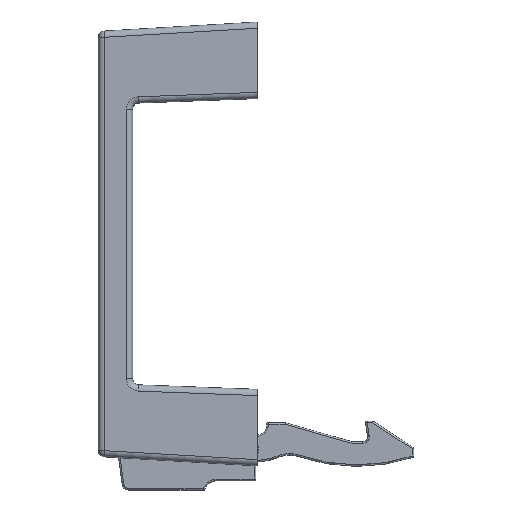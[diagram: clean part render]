
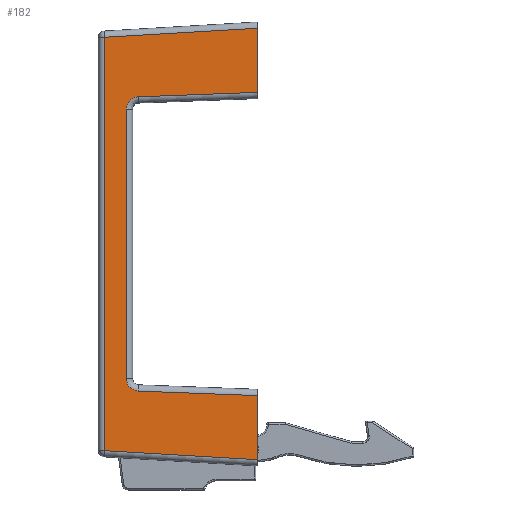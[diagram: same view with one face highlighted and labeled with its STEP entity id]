
A CAD part, left-side view. The second image highlights one B-rep face of the part: STEP entity #182.
In plain terms, the highlighted planar face has unit normal (-1, 0.01, 0).
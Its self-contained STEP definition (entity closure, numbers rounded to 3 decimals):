
#40 = DIRECTION ( 'NONE',  ( -0.01, -0.998, -0.059 ) ) ;
#67 = CARTESIAN_POINT ( 'NONE',  ( -9.588, -8.98, 1.926 ) ) ;
#93 = CARTESIAN_POINT ( 'NONE',  ( -9.626, -12.83, 92.071 ) ) ;
#169 = ORIENTED_EDGE ( 'NONE', *, *, #4565, .F. ) ;
#182 = ADVANCED_FACE ( 'NONE', ( #4494 ), #458, .F. ) ;
#380 = DIRECTION ( 'NONE',  ( 0., 0., -1. ) ) ;
#437 = EDGE_CURVE ( 'NONE', #1676, #6848, #1697, .T. ) ;
#458 = PLANE ( 'NONE',  #2149 ) ;
#471 = LINE ( 'NONE', #1246, #1338 ) ;
#739 = CARTESIAN_POINT ( 'NONE',  ( -10., -51., 116. ) ) ;
#811 = ORIENTED_EDGE ( 'NONE', *, *, #437, .T. ) ;
#833 = DIRECTION ( 'NONE',  ( 0.01, 1., 0. ) ) ;
#839 = CARTESIAN_POINT ( 'NONE',  ( -10., -51., 93.502 ) ) ;
#840 = VECTOR ( 'NONE', #380, 1000. ) ;
#917 = VECTOR ( 'NONE', #5271, 1000. ) ;
#931 = EDGE_CURVE ( 'NONE', #6255, #4446, #471, .T. ) ;
#953 = EDGE_LOOP ( 'NONE', ( #169, #811, #6733, #1282, #1365, #2878, #5437, #7443, #6952, #4779 ) ) ;
#1189 = CARTESIAN_POINT ( 'NONE',  ( -10., -51., -1.5 ) ) ;
#1215 = VECTOR ( 'NONE', #3064, 1000. ) ;
#1246 = CARTESIAN_POINT ( 'NONE',  ( -10.001, -51.117, -24.005 ) ) ;
#1282 = ORIENTED_EDGE ( 'NONE', *, *, #7574, .T. ) ;
#1338 = VECTOR ( 'NONE', #40, 1000. ) ;
#1365 = ORIENTED_EDGE ( 'NONE', *, *, #4972, .T. ) ;
#1383 = VECTOR ( 'NONE', #6301, 1000. ) ;
#1432 = DIRECTION ( 'NONE',  ( 1., -0.01, 0. ) ) ;
#1656 = DIRECTION ( 'NONE',  ( 0., 0., -1. ) ) ;
#1676 = VERTEX_POINT ( 'NONE', #4848 ) ;
#1697 = LINE ( 'NONE', #4692, #1383 ) ;
#1981 = LINE ( 'NONE', #1189, #840 ) ;
#1989 = CARTESIAN_POINT ( 'NONE',  ( -10., -51., -23.998 ) ) ;
#2149 = AXIS2_PLACEMENT_3D ( 'NONE', #5054, #1432, #833 ) ;
#2340 = LINE ( 'NONE', #739, #7629 ) ;
#2460 = CARTESIAN_POINT ( 'NONE',  ( -9.519, -1.98, -26. ) ) ;
#2568 = VERTEX_POINT ( 'NONE', #6207 ) ;
#2702 = CARTESIAN_POINT ( 'NONE',  ( -9.626, -12.83, -2.071 ) ) ;
#2878 = ORIENTED_EDGE ( 'NONE', *, *, #931, .T. ) ;
#2923 = CARTESIAN_POINT ( 'NONE',  ( -9.588, -8.98, 88.074 ) ) ;
#3064 = DIRECTION ( 'NONE',  ( 0.01, 0.998, -0.059 ) ) ;
#3092 = CARTESIAN_POINT ( 'NONE',  ( -10., -51., 113.998 ) ) ;
#3132 = DIRECTION ( 'NONE',  ( 0.01, 0.999, 0.037 ) ) ;
#3165 = EDGE_CURVE ( 'NONE', #5073, #6848, #2340, .T. ) ;
#3232 = LINE ( 'NONE', #2460, #6759 ) ;
#3497 = CARTESIAN_POINT ( 'NONE',  ( -9.604, -10.558, -1.986 ) ) ;
#3806 =( BOUNDED_CURVE ( )  B_SPLINE_CURVE ( 3, ( #5101, #4292, #3497, #2702 ),
 .UNSPECIFIED., .F., .F. ) 
 B_SPLINE_CURVE_WITH_KNOTS ( ( 4, 4 ),
 ( 0., 1.533 ),
 .UNSPECIFIED. ) 
 CURVE ( )  GEOMETRIC_REPRESENTATION_ITEM ( )  RATIONAL_B_SPLINE_CURVE ( ( 1., 0.813, 0.813, 1. ) ) 
 REPRESENTATION_ITEM ( '' )  );
#3861 = CARTESIAN_POINT ( 'NONE',  ( -9.92, -42.794, 113.515 ) ) ;
#3907 = EDGE_CURVE ( 'NONE', #6052, #2568, #3806, .T. ) ;
#3943 = CARTESIAN_POINT ( 'NONE',  ( -10.008, -51.842, -3.534 ) ) ;
#4292 = CARTESIAN_POINT ( 'NONE',  ( -9.588, -8.98, -0.348 ) ) ;
#4446 = VERTEX_POINT ( 'NONE', #1989 ) ;
#4494 = FACE_OUTER_BOUND ( 'NONE', #953, .T. ) ;
#4565 = EDGE_CURVE ( 'NONE', #1676, #7703, #5079, .T. ) ;
#4669 = LINE ( 'NONE', #3861, #1215 ) ;
#4692 = CARTESIAN_POINT ( 'NONE',  ( -9.956, -46.525, 93.334 ) ) ;
#4741 = LINE ( 'NONE', #3943, #6531 ) ;
#4763 = EDGE_CURVE ( 'NONE', #6129, #4446, #1981, .T. ) ;
#4779 = ORIENTED_EDGE ( 'NONE', *, *, #5244, .T. ) ;
#4848 = CARTESIAN_POINT ( 'NONE',  ( -9.626, -12.83, 92.071 ) ) ;
#4972 = EDGE_CURVE ( 'NONE', #6350, #6255, #3232, .T. ) ;
#5054 = CARTESIAN_POINT ( 'NONE',  ( -10., -51., -26. ) ) ;
#5073 = VERTEX_POINT ( 'NONE', #3092 ) ;
#5079 =( BOUNDED_CURVE ( )  B_SPLINE_CURVE ( 3, ( #93, #7111, #6315, #5511 ),
 .UNSPECIFIED., .F., .T. ) 
 B_SPLINE_CURVE_WITH_KNOTS ( ( 4, 4 ),
 ( 4.75, 6.283 ),
 .UNSPECIFIED. ) 
 CURVE ( )  GEOMETRIC_REPRESENTATION_ITEM ( )  RATIONAL_B_SPLINE_CURVE ( ( 1., 0.813, 0.813, 1. ) ) 
 REPRESENTATION_ITEM ( '' )  );
#5101 = CARTESIAN_POINT ( 'NONE',  ( -9.588, -8.98, 1.926 ) ) ;
#5137 = EDGE_CURVE ( 'NONE', #6129, #2568, #4741, .T. ) ;
#5244 = EDGE_CURVE ( 'NONE', #6052, #7703, #6863, .T. ) ;
#5271 = DIRECTION ( 'NONE',  ( 0., 0., 1. ) ) ;
#5437 = ORIENTED_EDGE ( 'NONE', *, *, #4763, .F. ) ;
#5511 = CARTESIAN_POINT ( 'NONE',  ( -9.588, -8.98, 88.074 ) ) ;
#6052 = VERTEX_POINT ( 'NONE', #67 ) ;
#6082 = CARTESIAN_POINT ( 'NONE',  ( -9.588, -8.98, -26. ) ) ;
#6129 = VERTEX_POINT ( 'NONE', #6705 ) ;
#6188 = CARTESIAN_POINT ( 'NONE',  ( -9.519, -1.98, -21.114 ) ) ;
#6207 = CARTESIAN_POINT ( 'NONE',  ( -9.626, -12.83, -2.071 ) ) ;
#6255 = VERTEX_POINT ( 'NONE', #6188 ) ;
#6301 = DIRECTION ( 'NONE',  ( -0.01, -0.999, 0.037 ) ) ;
#6315 = CARTESIAN_POINT ( 'NONE',  ( -9.588, -8.98, 90.348 ) ) ;
#6350 = VERTEX_POINT ( 'NONE', #6839 ) ;
#6531 = VECTOR ( 'NONE', #3132, 1000. ) ;
#6705 = CARTESIAN_POINT ( 'NONE',  ( -10., -51., -3.502 ) ) ;
#6733 = ORIENTED_EDGE ( 'NONE', *, *, #3165, .F. ) ;
#6759 = VECTOR ( 'NONE', #1656, 1000. ) ;
#6839 = CARTESIAN_POINT ( 'NONE',  ( -9.519, -1.98, 111.114 ) ) ;
#6848 = VERTEX_POINT ( 'NONE', #839 ) ;
#6863 = LINE ( 'NONE', #6082, #917 ) ;
#6952 = ORIENTED_EDGE ( 'NONE', *, *, #3907, .F. ) ;
#7111 = CARTESIAN_POINT ( 'NONE',  ( -9.604, -10.558, 91.986 ) ) ;
#7443 = ORIENTED_EDGE ( 'NONE', *, *, #5137, .T. ) ;
#7574 = EDGE_CURVE ( 'NONE', #5073, #6350, #4669, .T. ) ;
#7629 = VECTOR ( 'NONE', #7758, 1000. ) ;
#7703 = VERTEX_POINT ( 'NONE', #2923 ) ;
#7758 = DIRECTION ( 'NONE',  ( 0., 0., -1. ) ) ;
